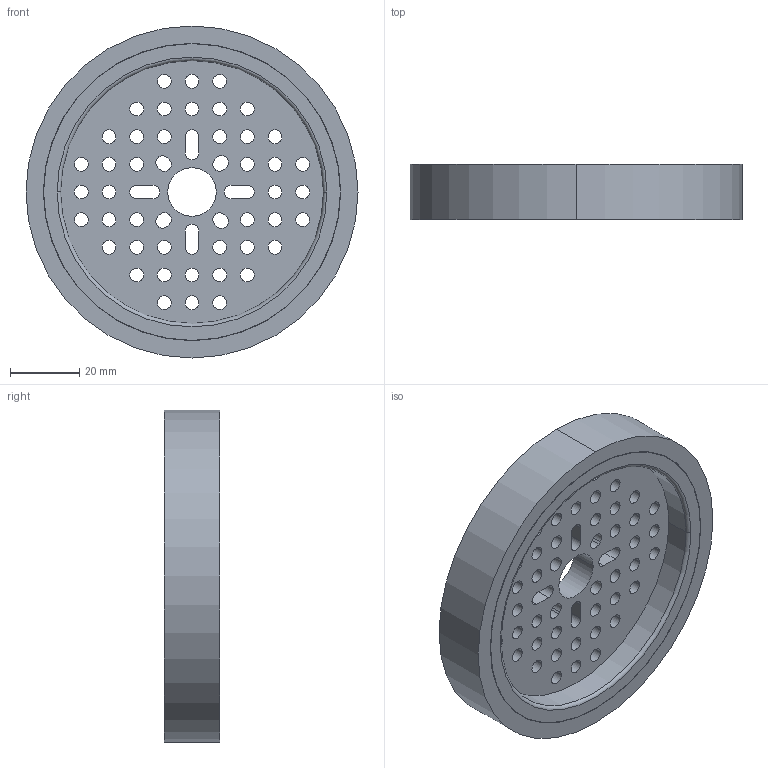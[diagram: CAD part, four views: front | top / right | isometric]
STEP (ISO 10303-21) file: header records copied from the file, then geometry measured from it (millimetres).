
FILE_DESCRIPTION (( 'STEP AP203' ), '1' );
FILE_NAME ('3612-0014-0096 assembly.STEP', '2019-08-06T14:24:08', ( '' ), ( '' ), 'SwSTEP 2.0', 'SolidWorks 2016', '' );
FILE_SCHEMA (( 'CONFIG_CONTROL_DESIGN' ));
Length unit declared in the file: millimetre
Products named in the file (3): 3612-0014-0096 Wheel Ring; 3612-0014-0096 assembly; 3612-0014-0096 Wheel
Assembly tree (2 placements, depth 2):
  3612-0014-0096 assembly
    3612-0014-0096 Wheel Ring
    3612-0014-0096 Wheel
Bounding box: 96 x 16 x 96 mm (x, y, z)
Volume: 72320.5 mm3; surface area: 33869.1 mm2
Topology: 2 solids, 2 shells, 147 faces, 420 edges, 278 vertices
Faces by surface type: cylinder 120, plane 21, torus 6
Entity records: 5459 total; most frequent: DIRECTION 976, CARTESIAN_POINT 850, ORIENTED_EDGE 840, EDGE_CURVE 420, AXIS2_PLACEMENT_3D 404, VERTEX_POINT 278, EDGE_LOOP 256, CIRCLE 252
